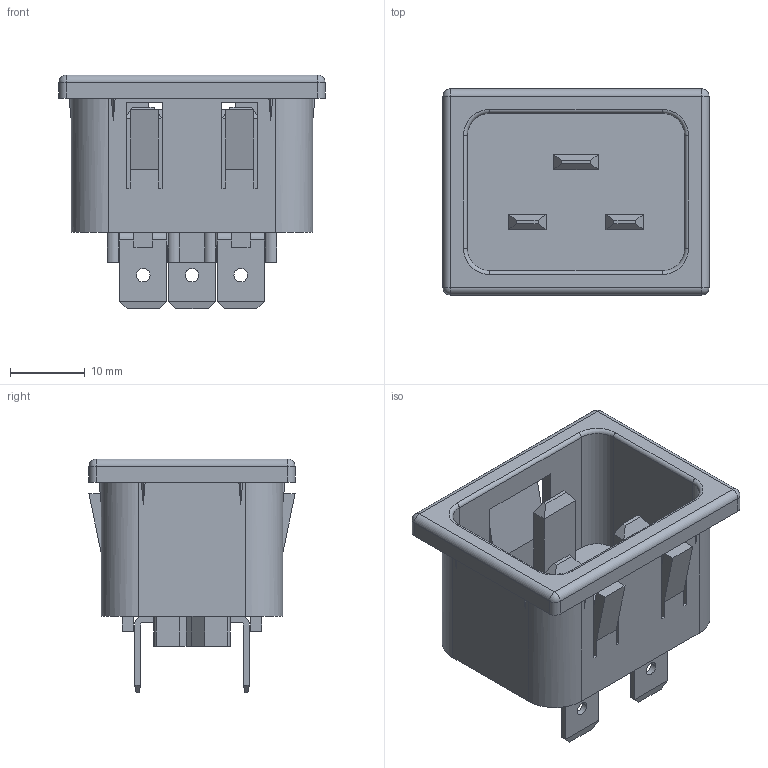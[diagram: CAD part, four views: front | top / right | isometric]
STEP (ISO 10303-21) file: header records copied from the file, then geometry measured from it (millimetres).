
FILE_DESCRIPTION (( 'STEP AP214' ), '1' );
FILE_NAME ('745W.STEP', '2013-12-03T00:59:19', ( 'USER' ), ( 'NONE' ), 'SwSTEP 2.0', 'SolidWorks 2010', '' );
FILE_SCHEMA (( 'AUTOMOTIVE_DESIGN' ));
Length unit declared in the file: millimetre
Products named in the file (1): 745W
Bounding box: 35.5 x 27.5 x 31.2 mm (x, y, z)
Surface area: 7616.9 mm2 (no closed solid volume)
Topology: 0 solids, 7 shells, 237 faces, 755 edges, 512 vertices
Faces by surface type: plane 191, cylinder 38, torus 4, sphere 4
Entity records: 10807 total; most frequent: CARTESIAN_POINT 1537, ORIENTED_EDGE 1334, DIRECTION 1303, EDGE_CURVE 751, LINE 651, VECTOR 651, VERTEX_POINT 512, AXIS2_PLACEMENT_3D 326
